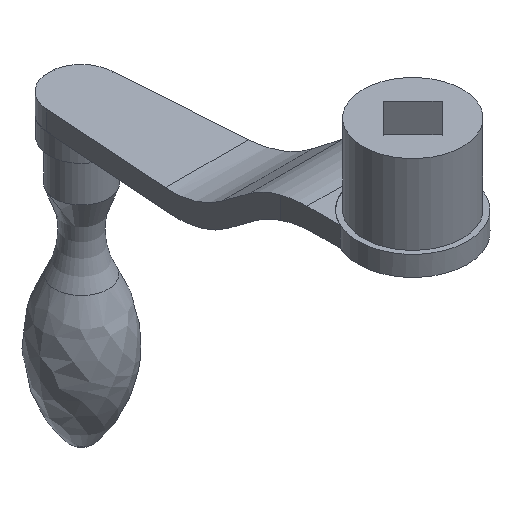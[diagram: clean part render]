
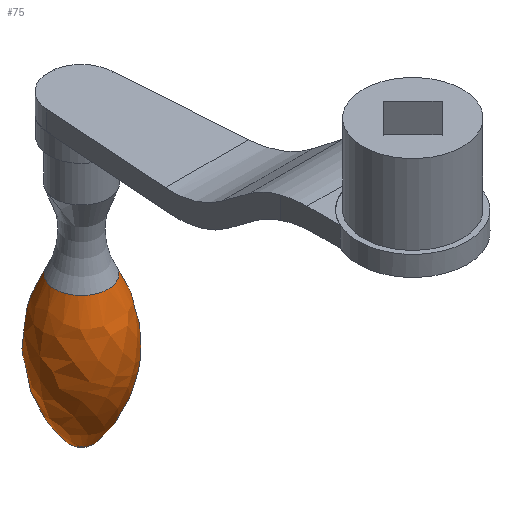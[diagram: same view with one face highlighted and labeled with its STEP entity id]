
A CAD part, isometric view. The second image highlights one B-rep face of the part: STEP entity #75.
In plain terms, the highlighted free-form (B-spline) face has degree [3, 3] with [4, 7] control points.
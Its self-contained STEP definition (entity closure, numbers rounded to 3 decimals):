
#75 = ADVANCED_FACE( '', ( #168, #169 ), #170, .T. );
#168 = FACE_OUTER_BOUND( '', #286, .T. );
#169 = FACE_OUTER_BOUND( '', #287, .T. );
#170 = ( BOUNDED_SURFACE(  )B_SPLINE_SURFACE( 3, 3, ( ( #290, #291, #292, #293, #294, #295, #296 ), ( #297, #298, #299, #300, #301, #302, #303 ), ( #304, #305, #306, #307, #308, #309, #310 ), ( #311, #312, #313, #314, #315, #316, #317 ) ), .UNSPECIFIED., .F., .T., .F. )B_SPLINE_SURFACE_WITH_KNOTS( ( 4, 4 ), ( 4, 3, 4 ), ( 0., 6.283 ), ( -0.508, 0.101, 0.71 ), .UNSPECIFIED. )GEOMETRIC_REPRESENTATION_ITEM(  )RATIONAL_B_SPLINE_SURFACE( ( ( 1., 0.333, 0.333, 1., 0.333, 0.333, 1. ), ( 0.88, 0.293, 0.293, 0.88, 0.293, 0.293, 0.88 ), ( 0.88, 0.293, 0.293, 0.88, 0.293, 0.293, 0.88 ), ( 1., 0.333, 0.333, 1., 0.333, 0.333, 1. ) ) )REPRESENTATION_ITEM( '' )SURFACE(  ) );
#286 = EDGE_LOOP( '', ( #486 ) );
#287 = EDGE_LOOP( '', ( #487 ) );
#290 = CARTESIAN_POINT( '', ( -2.933, 80., -106.721 ) );
#291 = CARTESIAN_POINT( '', ( -2.933, 85.866, -106.721 ) );
#292 = CARTESIAN_POINT( '', ( 2.933, 85.866, -106.721 ) );
#293 = CARTESIAN_POINT( '', ( 2.933, 80., -106.721 ) );
#294 = CARTESIAN_POINT( '', ( 2.933, 74.134, -106.721 ) );
#295 = CARTESIAN_POINT( '', ( -2.933, 74.134, -106.721 ) );
#296 = CARTESIAN_POINT( '', ( -2.933, 80., -106.721 ) );
#297 = CARTESIAN_POINT( '', ( -11.394, 80., -96.872 ) );
#298 = CARTESIAN_POINT( '', ( -11.394, 102.788, -96.872 ) );
#299 = CARTESIAN_POINT( '', ( 11.394, 102.788, -96.872 ) );
#300 = CARTESIAN_POINT( '', ( 11.394, 80., -96.872 ) );
#301 = CARTESIAN_POINT( '', ( 11.394, 57.212, -96.872 ) );
#302 = CARTESIAN_POINT( '', ( -11.394, 57.212, -96.872 ) );
#303 = CARTESIAN_POINT( '', ( -11.394, 80., -96.872 ) );
#304 = CARTESIAN_POINT( '', ( -12.704, 80., -83.954 ) );
#305 = CARTESIAN_POINT( '', ( -12.704, 105.408, -83.954 ) );
#306 = CARTESIAN_POINT( '', ( 12.704, 105.408, -83.954 ) );
#307 = CARTESIAN_POINT( '', ( 12.704, 80., -83.954 ) );
#308 = CARTESIAN_POINT( '', ( 12.704, 54.592, -83.954 ) );
#309 = CARTESIAN_POINT( '', ( -12.704, 54.592, -83.954 ) );
#310 = CARTESIAN_POINT( '', ( -12.704, 80., -83.954 ) );
#311 = CARTESIAN_POINT( '', ( -6.393, 80., -72.607 ) );
#312 = CARTESIAN_POINT( '', ( -6.393, 92.786, -72.607 ) );
#313 = CARTESIAN_POINT( '', ( 6.393, 92.786, -72.607 ) );
#314 = CARTESIAN_POINT( '', ( 6.393, 80., -72.607 ) );
#315 = CARTESIAN_POINT( '', ( 6.393, 67.214, -72.607 ) );
#316 = CARTESIAN_POINT( '', ( -6.393, 67.214, -72.607 ) );
#317 = CARTESIAN_POINT( '', ( -6.393, 80., -72.607 ) );
#486 = ORIENTED_EDGE( '', *, *, #733, .T. );
#487 = ORIENTED_EDGE( '', *, *, #734, .F. );
#733 = EDGE_CURVE( '', #877, #877, #878, .T. );
#734 = EDGE_CURVE( '', #879, #879, #880, .T. );
#877 = VERTEX_POINT( '', #1065 );
#878 = CIRCLE( '', #1066, 6.393 );
#879 = VERTEX_POINT( '', #1067 );
#880 = CIRCLE( '', #1068, 2.933 );
#1065 = CARTESIAN_POINT( '', ( -6.393, 80., -72.607 ) );
#1066 = AXIS2_PLACEMENT_3D( '', #1230, #1231, #1232 );
#1067 = CARTESIAN_POINT( '', ( -2.933, 80., -106.721 ) );
#1068 = AXIS2_PLACEMENT_3D( '', #1233, #1234, #1235 );
#1230 = CARTESIAN_POINT( '', ( 0., 80., -72.607 ) );
#1231 = DIRECTION( '', ( 0., 0., -1. ) );
#1232 = DIRECTION( '', ( -1., 0., 0. ) );
#1233 = CARTESIAN_POINT( '', ( 0., 80., -106.721 ) );
#1234 = DIRECTION( '', ( 0., 0., -1. ) );
#1235 = DIRECTION( '', ( -1., 0., 0. ) );
